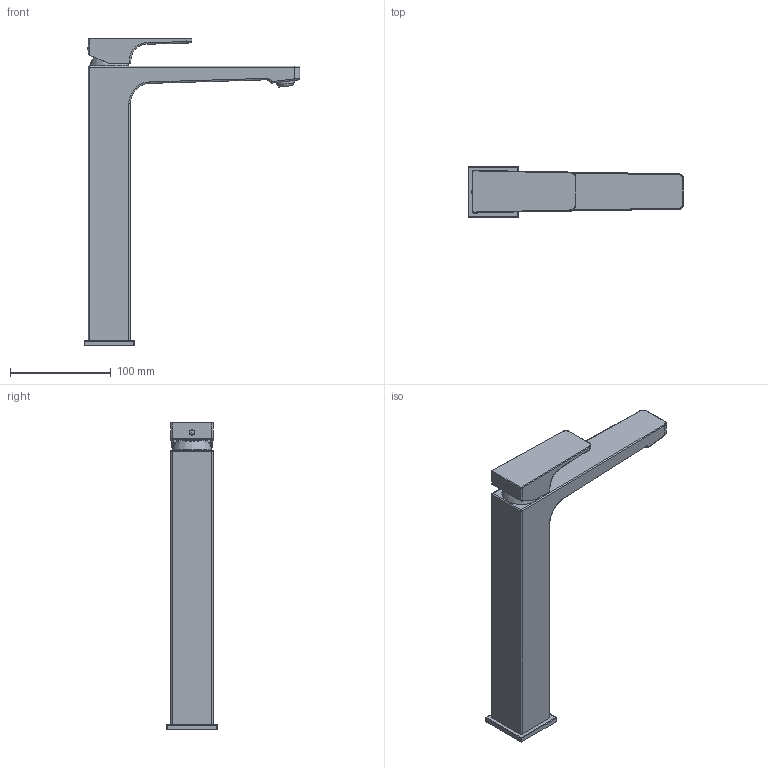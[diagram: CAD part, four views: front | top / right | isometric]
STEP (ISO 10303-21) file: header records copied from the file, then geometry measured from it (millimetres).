
FILE_DESCRIPTION(/* description */ (''),/* implementation_level */ '2;1');
FILE_NAME(/* name */ '3D_TVW125002000_ArchitecturaSquare.step',/* time_stamp */ '2023-01-12T10:59:32+01:00',/* author */ (''),/* organization */ (''),/* preprocessor_version */ 'ST-DEVELOPER v19.2',/* originating_system */ 'Autodesk Translation Framework v11.17.0.187',/* authorisation */ '');
FILE_SCHEMA (('AUTOMOTIVE_DESIGN { 1 0 10303 214 3 1 1 }'));
Length unit declared in the file: millimetre
Products named in the file (8): (Nicht gespeichert); 8ZG16363; 80P35VEK2; 80N16494; 8DZ16440; Komponente6; Komponente7; Auslauf_reduziert
Assembly tree (7 placements, depth 2):
  (Nicht gespeichert)
    8ZG16363
    80P35VEK2
    80N16494
    8DZ16440
    Komponente6
    Komponente7
    Auslauf_reduziert
Bounding box: 214.5 x 50 x 305.6 mm (x, y, z)
Volume: 606675.8 mm3; surface area: 92789.1 mm2
Topology: 5 solids, 7 shells, 198 faces, 464 edges, 281 vertices
Faces by surface type: plane 76, cylinder 66, bspline 24, torus 11, sphere 11, cone 10
Full cylindrical faces by diameter (mm): 4 x1, 5.1 x1, 5.2 x1, 23 x1, 25 x1, 30 x1, 30.8 x1, 36.75 x1
Entity records: 8143 total; most frequent: CARTESIAN_POINT 3374, DIRECTION 999, ORIENTED_EDGE 922, EDGE_CURVE 462, AXIS2_PLACEMENT_3D 374, VERTEX_POINT 281, LINE 251, VECTOR 251
